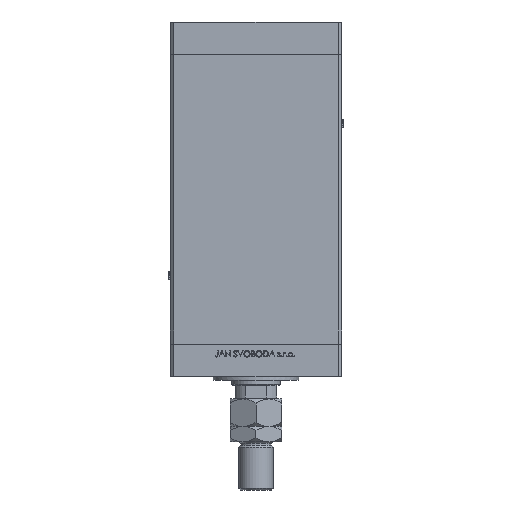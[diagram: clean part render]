
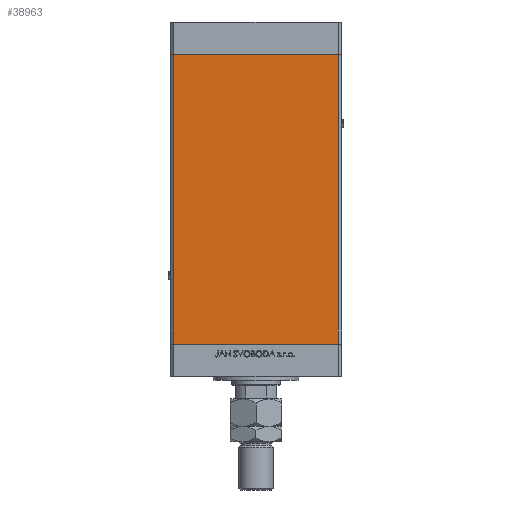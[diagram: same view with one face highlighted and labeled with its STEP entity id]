
A CAD part, front view. The second image highlights one B-rep face of the part: STEP entity #38963.
In plain terms, the highlighted planar face has unit normal (0, -1, 0).
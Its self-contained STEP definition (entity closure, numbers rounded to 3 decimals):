
#1135 = EDGE_CURVE ( 'NONE', #34627, #47603, #49818, .T. ) ;
#2993 = LINE ( 'NONE', #44300, #51135 ) ;
#3064 = EDGE_CURVE ( 'NONE', #11549, #34627, #11357, .T. ) ;
#4028 = DIRECTION ( 'NONE',  ( 0., 0., 1. ) ) ;
#4184 = ORIENTED_EDGE ( 'NONE', *, *, #1135, .F. ) ;
#4816 = CARTESIAN_POINT ( 'NONE',  ( -48., -43.5, 168.5 ) ) ;
#11357 = LINE ( 'NONE', #40443, #14723 ) ;
#11549 = VERTEX_POINT ( 'NONE', #51943 ) ;
#12541 = CARTESIAN_POINT ( 'NONE',  ( -48., -43.5, 0. ) ) ;
#12806 = EDGE_LOOP ( 'NONE', ( #43929, #4184, #16171, #34500 ) ) ;
#13248 = DIRECTION ( 'NONE',  ( 0., 1., 0. ) ) ;
#14723 = VECTOR ( 'NONE', #19782, 1000. ) ;
#15134 = CARTESIAN_POINT ( 'NONE',  ( 48., -43.5, 168.5 ) ) ;
#16171 = ORIENTED_EDGE ( 'NONE', *, *, #3064, .F. ) ;
#19782 = DIRECTION ( 'NONE',  ( 1., 0., 0. ) ) ;
#20625 = EDGE_CURVE ( 'NONE', #11549, #40318, #2993, .T. ) ;
#21138 = PLANE ( 'NONE',  #39168 ) ;
#21793 = CARTESIAN_POINT ( 'NONE',  ( 48., -43.5, 0. ) ) ;
#26779 = CARTESIAN_POINT ( 'NONE',  ( -48., -43.5, 0. ) ) ;
#29142 = CARTESIAN_POINT ( 'NONE',  ( 48., -43.5, 168.5 ) ) ;
#32663 = DIRECTION ( 'NONE',  ( 1., 0., 0. ) ) ;
#34500 = ORIENTED_EDGE ( 'NONE', *, *, #20625, .T. ) ;
#34627 = VERTEX_POINT ( 'NONE', #15134 ) ;
#35338 = DIRECTION ( 'NONE',  ( 0., 0., -1. ) ) ;
#37296 = DIRECTION ( 'NONE',  ( 0., 0., -1. ) ) ;
#38068 = VECTOR ( 'NONE', #37296, 1000. ) ;
#38963 = ADVANCED_FACE ( 'NONE', ( #42321 ), #21138, .F. ) ;
#39168 = AXIS2_PLACEMENT_3D ( 'NONE', #4816, #13248, #4028 ) ;
#40318 = VERTEX_POINT ( 'NONE', #26779 ) ;
#40443 = CARTESIAN_POINT ( 'NONE',  ( -48., -43.5, 168.5 ) ) ;
#42321 = FACE_OUTER_BOUND ( 'NONE', #12806, .T. ) ;
#43929 = ORIENTED_EDGE ( 'NONE', *, *, #49478, .T. ) ;
#44300 = CARTESIAN_POINT ( 'NONE',  ( -48., -43.5, 168.5 ) ) ;
#47603 = VERTEX_POINT ( 'NONE', #21793 ) ;
#48147 = VECTOR ( 'NONE', #32663, 1000. ) ;
#49478 = EDGE_CURVE ( 'NONE', #40318, #47603, #49794, .T. ) ;
#49794 = LINE ( 'NONE', #12541, #48147 ) ;
#49818 = LINE ( 'NONE', #29142, #38068 ) ;
#51135 = VECTOR ( 'NONE', #35338, 1000. ) ;
#51943 = CARTESIAN_POINT ( 'NONE',  ( -48., -43.5, 168.5 ) ) ;
